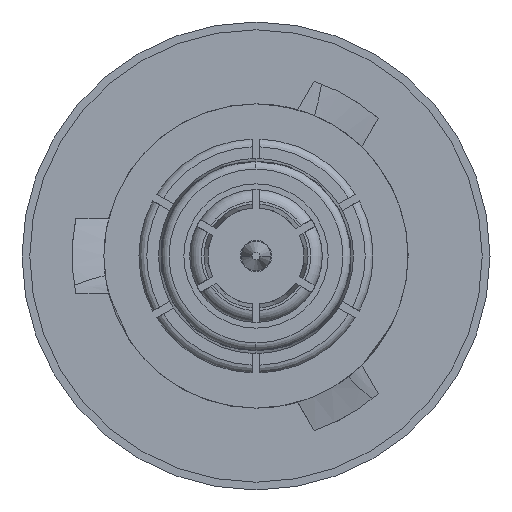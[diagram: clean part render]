
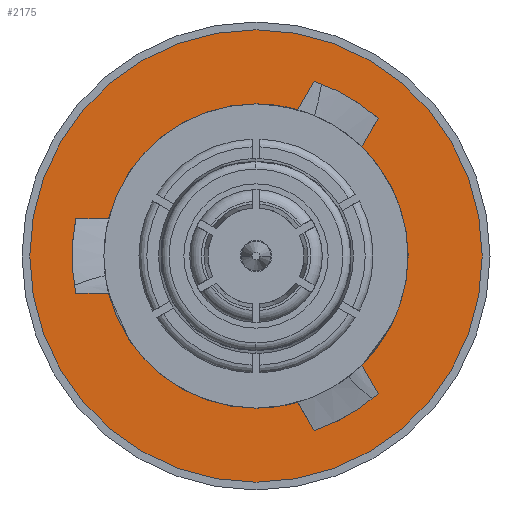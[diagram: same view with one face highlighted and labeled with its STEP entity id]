
A CAD part, left-side view. The second image highlights one B-rep face of the part: STEP entity #2175.
In plain terms, the highlighted face is planar.
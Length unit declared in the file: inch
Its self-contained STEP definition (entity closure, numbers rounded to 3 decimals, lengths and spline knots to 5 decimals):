
#57 = CIRCLE ( 'NONE', #2003, 0.195 ) ;
#90 = CARTESIAN_POINT ( 'NONE',  ( 0., -0.15672, -0.17645 ) ) ;
#150 = ORIENTED_EDGE ( 'NONE', *, *, #1251, .T. ) ;
#203 = CARTESIAN_POINT ( 'NONE',  ( 0., 0., 0. ) ) ;
#228 = EDGE_CURVE ( 'NONE', #2701, #7451, #2407, .T. ) ;
#443 = LINE ( 'NONE', #6417, #6134 ) ;
#529 = LINE ( 'NONE', #4611, #1540 ) ;
#598 = EDGE_CURVE ( 'NONE', #7451, #2915, #3470, .T. ) ;
#664 = EDGE_CURVE ( 'NONE', #3763, #7468, #1535, .T. ) ;
#757 = EDGE_CURVE ( 'NONE', #4004, #5308, #2097, .T. ) ;
#836 = CARTESIAN_POINT ( 'NONE',  ( 0., 0., 0. ) ) ;
#981 = CARTESIAN_POINT ( 'NONE',  ( 0., 0., 0. ) ) ;
#987 = DIRECTION ( 'NONE',  ( -1., 0., 0. ) ) ;
#1028 = EDGE_CURVE ( 'NONE', #8432, #3805, #529, .T. ) ;
#1070 = CARTESIAN_POINT ( 'NONE',  ( 0., -0.15672, 0.17645 ) ) ;
#1127 = CARTESIAN_POINT ( 'NONE',  ( 0., -0.05343, 0.18754 ) ) ;
#1170 = PLANE ( 'NONE',  #3901 ) ;
#1251 = EDGE_CURVE ( 'NONE', #7915, #1473, #1267, .T. ) ;
#1267 = CIRCLE ( 'NONE', #8320, 0.195 ) ;
#1332 = ORIENTED_EDGE ( 'NONE', *, *, #1028, .T. ) ;
#1398 = VECTOR ( 'NONE', #3707, 39.37008 ) ;
#1451 = ORIENTED_EDGE ( 'NONE', *, *, #3014, .T. ) ;
#1473 = VERTEX_POINT ( 'NONE', #8260 ) ;
#1535 = CIRCLE ( 'NONE', #2489, 0.195 ) ;
#1536 = VECTOR ( 'NONE', #6514, 39.37008 ) ;
#1540 = VECTOR ( 'NONE', #6503, 39.37008 ) ;
#1597 = AXIS2_PLACEMENT_3D ( 'NONE', #8533, #987, #2008 ) ;
#1654 = ORIENTED_EDGE ( 'NONE', *, *, #6753, .T. ) ;
#1739 = ORIENTED_EDGE ( 'NONE', *, *, #3622, .T. ) ;
#1870 = FACE_OUTER_BOUND ( 'NONE', #2838, .T. ) ;
#1892 = ORIENTED_EDGE ( 'NONE', *, *, #757, .F. ) ;
#1900 = EDGE_CURVE ( 'NONE', #4785, #5836, #8086, .T. ) ;
#1911 = CARTESIAN_POINT ( 'NONE',  ( 0., -0.1357, -0.14004 ) ) ;
#1950 = FACE_BOUND ( 'NONE', #1951, .T. ) ;
#1951 = EDGE_LOOP ( 'NONE', ( #7825, #4675, #2320, #4182, #5882, #1654, #7888, #1451, #8404, #2332, #1332, #6707, #150, #1739 ) ) ;
#1962 = AXIS2_PLACEMENT_3D ( 'NONE', #5527, #2236, #7736 ) ;
#1963 = DIRECTION ( 'NONE',  ( 0., -0.5, -0.866 ) ) ;
#2003 = AXIS2_PLACEMENT_3D ( 'NONE', #7942, #4651, #8150 ) ;
#2004 = DIRECTION ( 'NONE',  ( -1., 0., 0. ) ) ;
#2008 = DIRECTION ( 'NONE',  ( 0., 0., 1. ) ) ;
#2048 = CARTESIAN_POINT ( 'NONE',  ( 0., 0.18913, 0.0475 ) ) ;
#2097 = CIRCLE ( 'NONE', #1962, 0.29 ) ;
#2175 = ADVANCED_FACE ( 'NONE', ( #1870, #1950 ), #1170, .F. ) ;
#2236 = DIRECTION ( 'NONE',  ( -1., 0., 0. ) ) ;
#2260 = AXIS2_PLACEMENT_3D ( 'NONE', #7767, #7241, #6634 ) ;
#2281 = DIRECTION ( 'NONE',  ( -1., 0., 0. ) ) ;
#2320 = ORIENTED_EDGE ( 'NONE', *, *, #3032, .T. ) ;
#2332 = ORIENTED_EDGE ( 'NONE', *, *, #5432, .T. ) ;
#2407 = LINE ( 'NONE', #1070, #1398 ) ;
#2411 = CIRCLE ( 'NONE', #3932, 0.195 ) ;
#2476 = CARTESIAN_POINT ( 'NONE',  ( 0., -0.07445, -0.22395 ) ) ;
#2489 = AXIS2_PLACEMENT_3D ( 'NONE', #4276, #8175, #4800 ) ;
#2616 = EDGE_CURVE ( 'NONE', #5308, #4004, #4062, .T. ) ;
#2646 = CARTESIAN_POINT ( 'NONE',  ( 0., 0.23117, -0.0475 ) ) ;
#2689 = CARTESIAN_POINT ( 'NONE',  ( 0., 0., 0. ) ) ;
#2701 = VERTEX_POINT ( 'NONE', #4804 ) ;
#2838 = EDGE_LOOP ( 'NONE', ( #5436, #1892 ) ) ;
#2915 = VERTEX_POINT ( 'NONE', #4296 ) ;
#3014 = EDGE_CURVE ( 'NONE', #7468, #3525, #57, .T. ) ;
#3032 = EDGE_CURVE ( 'NONE', #5836, #2701, #4467, .T. ) ;
#3118 = DIRECTION ( 'NONE',  ( 0., 0.5, -0.866 ) ) ;
#3152 = CARTESIAN_POINT ( 'NONE',  ( 0., 0.23117, 0.0475 ) ) ;
#3179 = CARTESIAN_POINT ( 'NONE',  ( 0., 0.195, 0. ) ) ;
#3470 = CIRCLE ( 'NONE', #8311, 0.236 ) ;
#3525 = VERTEX_POINT ( 'NONE', #2048 ) ;
#3613 = DIRECTION ( 'NONE',  ( 0., 0., 1. ) ) ;
#3622 = EDGE_CURVE ( 'NONE', #1473, #4500, #5198, .T. ) ;
#3707 = DIRECTION ( 'NONE',  ( 0., -0.5, 0.866 ) ) ;
#3720 = DIRECTION ( 'NONE',  ( 0., 0., 1. ) ) ;
#3763 = VERTEX_POINT ( 'NONE', #1127 ) ;
#3805 = VERTEX_POINT ( 'NONE', #7718 ) ;
#3901 = AXIS2_PLACEMENT_3D ( 'NONE', #3179, #5712, #3720 ) ;
#3932 = AXIS2_PLACEMENT_3D ( 'NONE', #981, #6129, #3613 ) ;
#3946 = CIRCLE ( 'NONE', #1597, 0.236 ) ;
#4004 = VERTEX_POINT ( 'NONE', #8139 ) ;
#4062 = CIRCLE ( 'NONE', #4747, 0.29 ) ;
#4182 = ORIENTED_EDGE ( 'NONE', *, *, #228, .T. ) ;
#4222 = EDGE_CURVE ( 'NONE', #3525, #6685, #6006, .T. ) ;
#4276 = CARTESIAN_POINT ( 'NONE',  ( 0., 0., 0. ) ) ;
#4296 = CARTESIAN_POINT ( 'NONE',  ( 0., -0.07445, 0.22395 ) ) ;
#4445 = VECTOR ( 'NONE', #4827, 39.37008 ) ;
#4467 = CIRCLE ( 'NONE', #5581, 0.195 ) ;
#4500 = VERTEX_POINT ( 'NONE', #2476 ) ;
#4611 = CARTESIAN_POINT ( 'NONE',  ( 0., 0.23117, -0.0475 ) ) ;
#4623 = CARTESIAN_POINT ( 'NONE',  ( 0., 0.23117, 0.0475 ) ) ;
#4651 = DIRECTION ( 'NONE',  ( -1., 0., 0. ) ) ;
#4675 = ORIENTED_EDGE ( 'NONE', *, *, #1900, .T. ) ;
#4747 = AXIS2_PLACEMENT_3D ( 'NONE', #7050, #6226, #5589 ) ;
#4785 = VERTEX_POINT ( 'NONE', #90 ) ;
#4800 = DIRECTION ( 'NONE',  ( 0., 0., 1. ) ) ;
#4804 = CARTESIAN_POINT ( 'NONE',  ( 0., -0.1357, 0.14004 ) ) ;
#4827 = DIRECTION ( 'NONE',  ( 0., 0.5, 0.866 ) ) ;
#5198 = LINE ( 'NONE', #6452, #7257 ) ;
#5308 = VERTEX_POINT ( 'NONE', #8205 ) ;
#5432 = EDGE_CURVE ( 'NONE', #6685, #8432, #5988, .T. ) ;
#5436 = ORIENTED_EDGE ( 'NONE', *, *, #2616, .F. ) ;
#5527 = CARTESIAN_POINT ( 'NONE',  ( 0., 0., 0. ) ) ;
#5581 = AXIS2_PLACEMENT_3D ( 'NONE', #836, #6027, #6154 ) ;
#5589 = DIRECTION ( 'NONE',  ( 0., 0., 1. ) ) ;
#5712 = DIRECTION ( 'NONE',  ( -1., 0., 0. ) ) ;
#5836 = VERTEX_POINT ( 'NONE', #1911 ) ;
#5882 = ORIENTED_EDGE ( 'NONE', *, *, #598, .T. ) ;
#5988 = CIRCLE ( 'NONE', #2260, 0.236 ) ;
#6006 = LINE ( 'NONE', #4623, #1536 ) ;
#6027 = DIRECTION ( 'NONE',  ( -1., 0., 0. ) ) ;
#6051 = DIRECTION ( 'NONE',  ( 0., 0., 1. ) ) ;
#6129 = DIRECTION ( 'NONE',  ( -1., 0., 0. ) ) ;
#6134 = VECTOR ( 'NONE', #3118, 39.37008 ) ;
#6154 = DIRECTION ( 'NONE',  ( 0., 0., 1. ) ) ;
#6226 = DIRECTION ( 'NONE',  ( -1., 0., 0. ) ) ;
#6263 = CARTESIAN_POINT ( 'NONE',  ( 0., 0., 0.195 ) ) ;
#6417 = CARTESIAN_POINT ( 'NONE',  ( 0., -0.07445, 0.22395 ) ) ;
#6452 = CARTESIAN_POINT ( 'NONE',  ( 0., -0.07445, -0.22395 ) ) ;
#6503 = DIRECTION ( 'NONE',  ( 0., -1., 0. ) ) ;
#6514 = DIRECTION ( 'NONE',  ( 0., 1., 0. ) ) ;
#6634 = DIRECTION ( 'NONE',  ( 0., 0., 1. ) ) ;
#6685 = VERTEX_POINT ( 'NONE', #3152 ) ;
#6707 = ORIENTED_EDGE ( 'NONE', *, *, #7921, .T. ) ;
#6753 = EDGE_CURVE ( 'NONE', #2915, #3763, #443, .T. ) ;
#6887 = CARTESIAN_POINT ( 'NONE',  ( 0., -0.15672, 0.17645 ) ) ;
#6914 = CARTESIAN_POINT ( 'NONE',  ( 0., 0., -0.195 ) ) ;
#7050 = CARTESIAN_POINT ( 'NONE',  ( 0., 0., 0. ) ) ;
#7241 = DIRECTION ( 'NONE',  ( -1., 0., 0. ) ) ;
#7257 = VECTOR ( 'NONE', #1963, 39.37008 ) ;
#7451 = VERTEX_POINT ( 'NONE', #6887 ) ;
#7468 = VERTEX_POINT ( 'NONE', #6263 ) ;
#7718 = CARTESIAN_POINT ( 'NONE',  ( 0., 0.18913, -0.0475 ) ) ;
#7736 = DIRECTION ( 'NONE',  ( 0., 0., 1. ) ) ;
#7767 = CARTESIAN_POINT ( 'NONE',  ( 0., 0., 0. ) ) ;
#7825 = ORIENTED_EDGE ( 'NONE', *, *, #8417, .T. ) ;
#7888 = ORIENTED_EDGE ( 'NONE', *, *, #664, .T. ) ;
#7915 = VERTEX_POINT ( 'NONE', #6914 ) ;
#7921 = EDGE_CURVE ( 'NONE', #3805, #7915, #2411, .T. ) ;
#7942 = CARTESIAN_POINT ( 'NONE',  ( 0., 0., 0. ) ) ;
#8086 = LINE ( 'NONE', #8125, #4445 ) ;
#8099 = DIRECTION ( 'NONE',  ( 0., 0., 1. ) ) ;
#8125 = CARTESIAN_POINT ( 'NONE',  ( 0., -0.15672, -0.17645 ) ) ;
#8139 = CARTESIAN_POINT ( 'NONE',  ( 0., 0., -0.29 ) ) ;
#8150 = DIRECTION ( 'NONE',  ( 0., 0., 1. ) ) ;
#8175 = DIRECTION ( 'NONE',  ( -1., 0., 0. ) ) ;
#8205 = CARTESIAN_POINT ( 'NONE',  ( 0., 0., 0.29 ) ) ;
#8260 = CARTESIAN_POINT ( 'NONE',  ( 0., -0.05343, -0.18754 ) ) ;
#8311 = AXIS2_PLACEMENT_3D ( 'NONE', #203, #2281, #8099 ) ;
#8320 = AXIS2_PLACEMENT_3D ( 'NONE', #2689, #2004, #6051 ) ;
#8404 = ORIENTED_EDGE ( 'NONE', *, *, #4222, .T. ) ;
#8417 = EDGE_CURVE ( 'NONE', #4500, #4785, #3946, .T. ) ;
#8432 = VERTEX_POINT ( 'NONE', #2646 ) ;
#8533 = CARTESIAN_POINT ( 'NONE',  ( 0., 0., 0. ) ) ;
